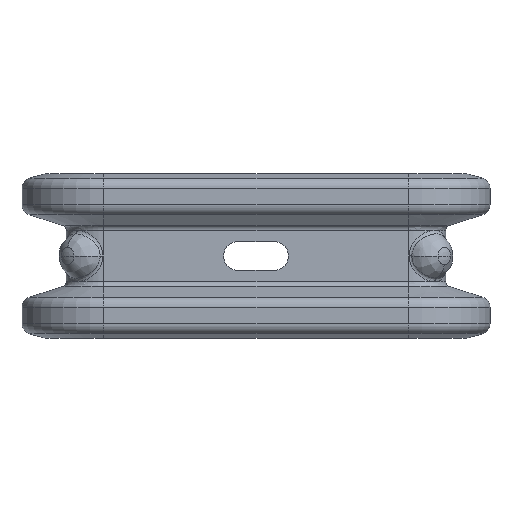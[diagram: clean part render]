
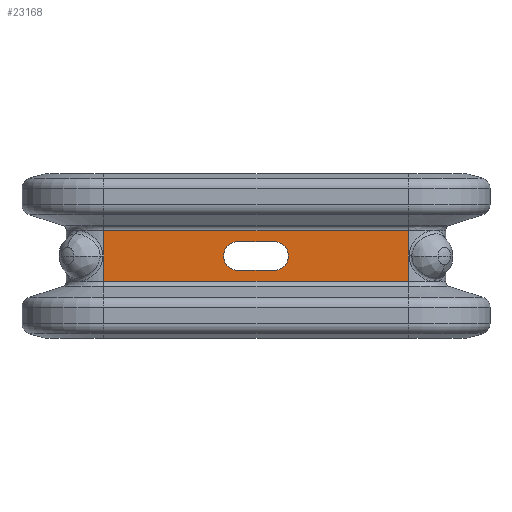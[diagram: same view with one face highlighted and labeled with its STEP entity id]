
A CAD part, left-side view. The second image highlights one B-rep face of the part: STEP entity #23168.
In plain terms, the highlighted planar face has unit normal (-1, 0, 0).
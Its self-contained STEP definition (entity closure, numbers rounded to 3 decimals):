
#6345=DIRECTION('',(0.,1.,0.));
#6346=VECTOR('',#6345,117.);
#6347=CARTESIAN_POINT('',(-357.,31.5,9.8));
#6348=LINE('',#6347,#6346);
#6349=DIRECTION('',(0.,0.,1.));
#6350=VECTOR('',#6349,19.6);
#6351=CARTESIAN_POINT('',(-357.,31.5,-9.8));
#6352=LINE('',#6351,#6350);
#6353=DIRECTION('',(0.,1.,0.));
#6354=VECTOR('',#6353,117.);
#6355=CARTESIAN_POINT('',(-357.,31.5,-9.8));
#6356=LINE('',#6355,#6354);
#6357=DIRECTION('',(0.,1.,0.));
#6358=VECTOR('',#6357,14.);
#6359=CARTESIAN_POINT('',(-357.,83.,5.5));
#6360=LINE('',#6359,#6358);
#6361=CARTESIAN_POINT('',(-357.,97.,0.));
#6362=DIRECTION('',(1.,0.,0.));
#6363=DIRECTION('',(0.,0.,-1.));
#6364=AXIS2_PLACEMENT_3D('',#6361,#6362,#6363);
#6366=DIRECTION('',(0.,-1.,0.));
#6367=VECTOR('',#6366,14.);
#6368=CARTESIAN_POINT('',(-357.,97.,-5.5));
#6369=LINE('',#6368,#6367);
#6370=CARTESIAN_POINT('',(-357.,83.,0.));
#6371=DIRECTION('',(1.,0.,0.));
#6372=DIRECTION('',(0.,0.,1.));
#6373=AXIS2_PLACEMENT_3D('',#6370,#6371,#6372);
#7317=DIRECTION('',(0.,0.,1.));
#7318=VECTOR('',#7317,19.6);
#7319=CARTESIAN_POINT('',(-357.,148.5,-9.8));
#7320=LINE('',#7319,#7318);
#11726=CARTESIAN_POINT('',(-357.,31.5,-9.8));
#11727=VERTEX_POINT('',#11726);
#11728=CARTESIAN_POINT('',(-357.,31.5,9.8));
#11729=VERTEX_POINT('',#11728);
#11754=CARTESIAN_POINT('',(-357.,148.5,-9.8));
#11755=VERTEX_POINT('',#11754);
#11756=CARTESIAN_POINT('',(-357.,148.5,9.8));
#11757=VERTEX_POINT('',#11756);
#11982=CARTESIAN_POINT('',(-357.,83.,5.5));
#11983=CARTESIAN_POINT('',(-357.,97.,5.5));
#11984=VERTEX_POINT('',#11982);
#11985=VERTEX_POINT('',#11983);
#11986=CARTESIAN_POINT('',(-357.,97.,-5.5));
#11987=VERTEX_POINT('',#11986);
#11988=CARTESIAN_POINT('',(-357.,83.,-5.5));
#11989=VERTEX_POINT('',#11988);
#23145=CARTESIAN_POINT('',(-357.,31.5,-9.8));
#23146=DIRECTION('',(-1.,0.,0.));
#23147=DIRECTION('',(0.,0.,1.));
#23148=AXIS2_PLACEMENT_3D('',#23145,#23146,#23147);
#23149=PLANE('',#23148);
#23150=ORIENTED_EDGE('',*,*,#21130,.F.);
#23152=ORIENTED_EDGE('',*,*,#23151,.T.);
#23154=ORIENTED_EDGE('',*,*,#23153,.T.);
#23155=ORIENTED_EDGE('',*,*,#23137,.F.);
#23156=EDGE_LOOP('',(#23150,#23152,#23154,#23155));
#23157=FACE_OUTER_BOUND('',#23156,.F.);
#23159=ORIENTED_EDGE('',*,*,#23158,.T.);
#23161=ORIENTED_EDGE('',*,*,#23160,.F.);
#23163=ORIENTED_EDGE('',*,*,#23162,.T.);
#23165=ORIENTED_EDGE('',*,*,#23164,.F.);
#23166=EDGE_LOOP('',(#23159,#23161,#23163,#23165));
#23167=FACE_BOUND('',#23166,.F.);
#23168=ADVANCED_FACE('',(#23157,#23167),#23149,.T.);
#6365=CIRCLE('',#6364,5.5);
#6374=CIRCLE('',#6373,5.5);
#21130=EDGE_CURVE('',#11727,#11729,#6352,.T.);
#23137=EDGE_CURVE('',#11729,#11757,#6348,.T.);
#23151=EDGE_CURVE('',#11727,#11755,#6356,.T.);
#23153=EDGE_CURVE('',#11755,#11757,#7320,.T.);
#23158=EDGE_CURVE('',#11984,#11985,#6360,.T.);
#23160=EDGE_CURVE('',#11987,#11985,#6365,.T.);
#23162=EDGE_CURVE('',#11987,#11989,#6369,.T.);
#23164=EDGE_CURVE('',#11984,#11989,#6374,.T.);
